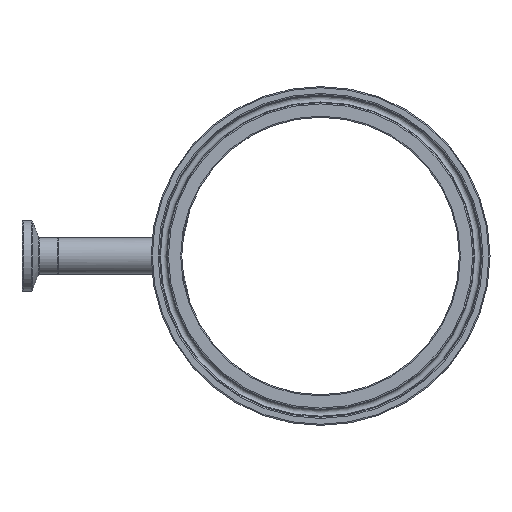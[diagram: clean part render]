
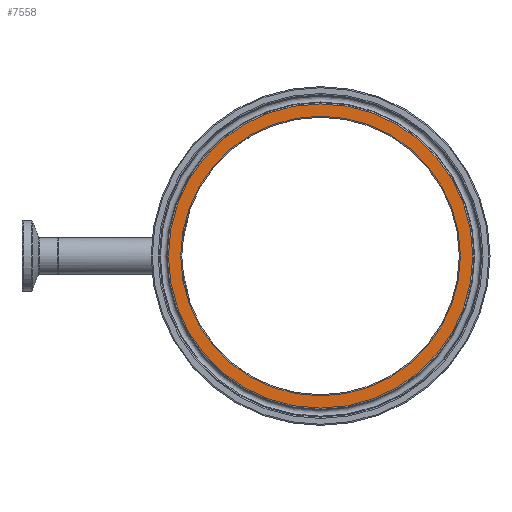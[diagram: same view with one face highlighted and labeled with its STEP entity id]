
A CAD part, left-side view. The second image highlights one B-rep face of the part: STEP entity #7558.
In plain terms, the highlighted planar face has unit normal (-1, 0, 0).
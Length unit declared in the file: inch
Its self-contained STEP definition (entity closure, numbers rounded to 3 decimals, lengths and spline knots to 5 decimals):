
#170=FACE_BOUND('',#1452,.T.);
#373=PLANE('',#8025);
#950=FACE_OUTER_BOUND('',#1451,.T.);
#1451=EDGE_LOOP('',(#6946));
#1452=EDGE_LOOP('',(#6947));
#2651=CIRCLE('',#8024,1.932);
#2652=CIRCLE('',#8026,2.10216);
#3742=VERTEX_POINT('',#16293);
#3743=VERTEX_POINT('',#16296);
#4820=EDGE_CURVE('',#3742,#3742,#2651,.T.);
#4821=EDGE_CURVE('',#3743,#3743,#2652,.T.);
#6946=ORIENTED_EDGE('',*,*,#4821,.F.);
#6947=ORIENTED_EDGE('',*,*,#4820,.F.);
#7558=ADVANCED_FACE('',(#950,#170),#373,.T.);
#8024=AXIS2_PLACEMENT_3D('',#16294,#9444,#9445);
#8025=AXIS2_PLACEMENT_3D('',#16295,#9446,#9447);
#8026=AXIS2_PLACEMENT_3D('',#16297,#9448,#9449);
#9444=DIRECTION('center_axis',(-1.,0.,0.));
#9445=DIRECTION('ref_axis',(0.,-1.,0.));
#9446=DIRECTION('center_axis',(-1.,0.,0.));
#9447=DIRECTION('ref_axis',(0.,0.,1.));
#9448=DIRECTION('center_axis',(1.,0.,0.));
#9449=DIRECTION('ref_axis',(0.,-1.,0.));
#16293=CARTESIAN_POINT('',(0.,1.932,0.));
#16294=CARTESIAN_POINT('Origin',(0.,0.,0.));
#16295=CARTESIAN_POINT('Origin',(0.,2.11616,0.));
#16296=CARTESIAN_POINT('',(0.,2.10216,0.));
#16297=CARTESIAN_POINT('Origin',(0.,0.,0.));
